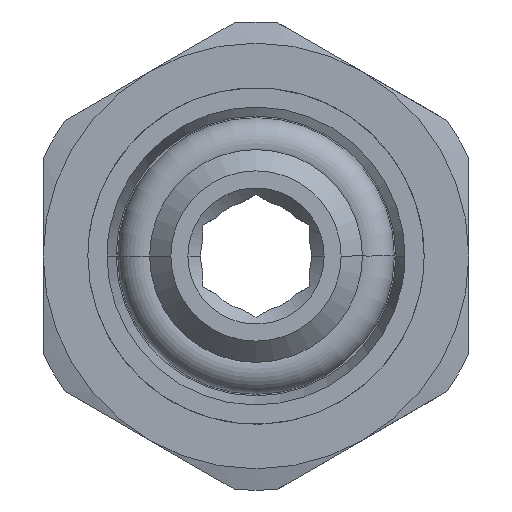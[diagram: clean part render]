
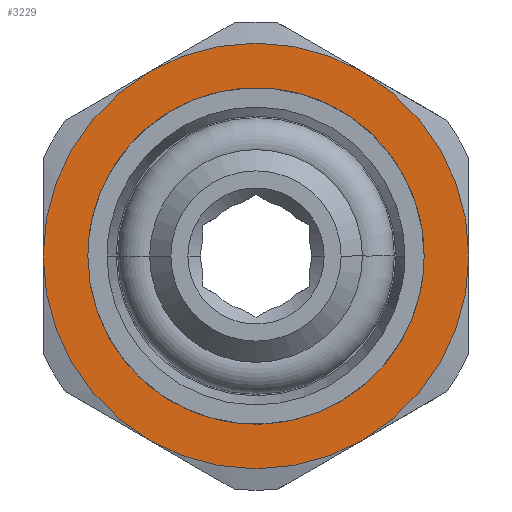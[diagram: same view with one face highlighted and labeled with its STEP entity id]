
A CAD part, front view. The second image highlights one B-rep face of the part: STEP entity #3229.
In plain terms, the highlighted planar face has unit normal (0, -1, 0).
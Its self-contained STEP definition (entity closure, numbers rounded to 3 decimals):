
#195=CARTESIAN_POINT('Vertex',(2.5,4.3,4.33)) ;
#916=CARTESIAN_POINT('Axis2P3D Location',(0.,4.3,0.)) ;
#920=CARTESIAN_POINT('Vertex',(-5.,4.3,0.)) ;
#922=CARTESIAN_POINT('Vertex',(-2.5,4.3,-4.33)) ;
#960=CARTESIAN_POINT('Axis2P3D Location',(0.,4.3,0.)) ;
#964=CARTESIAN_POINT('Vertex',(-2.5,4.3,4.33)) ;
#1002=CARTESIAN_POINT('Axis2P3D Location',(0.,4.3,0.)) ;
#1040=CARTESIAN_POINT('Axis2P3D Location',(0.,4.3,0.)) ;
#1044=CARTESIAN_POINT('Vertex',(5.,4.3,0.)) ;
#1066=CARTESIAN_POINT('Axis2P3D Location',(0.,4.3,0.)) ;
#1070=CARTESIAN_POINT('Vertex',(2.5,4.3,-4.33)) ;
#1108=CARTESIAN_POINT('Axis2P3D Location',(0.,4.3,0.)) ;
#3177=CARTESIAN_POINT('Axis2P3D Location',(0.,4.3,0.)) ;
#3191=CARTESIAN_POINT('Control Point',(-3.95,4.3,0.)) ;
#3192=CARTESIAN_POINT('Control Point',(-3.95,4.3,0.389)) ;
#3193=CARTESIAN_POINT('Control Point',(-3.902,4.3,0.779)) ;
#3194=CARTESIAN_POINT('Control Point',(-3.806,4.3,1.161)) ;
#3195=CARTESIAN_POINT('Control Point',(-3.522,4.3,1.892)) ;
#3196=CARTESIAN_POINT('Control Point',(-3.069,4.3,2.533)) ;
#3197=CARTESIAN_POINT('Control Point',(-2.804,4.3,2.824)) ;
#3198=CARTESIAN_POINT('Control Point',(-2.207,4.3,3.334)) ;
#3199=CARTESIAN_POINT('Control Point',(-1.505,4.3,3.684)) ;
#3200=CARTESIAN_POINT('Control Point',(-1.133,4.3,3.814)) ;
#3201=CARTESIAN_POINT('Control Point',(-0.367,4.3,3.981)) ;
#3202=CARTESIAN_POINT('Control Point',(0.418,4.3,3.957)) ;
#3203=CARTESIAN_POINT('Control Point',(0.807,4.3,3.896)) ;
#3204=CARTESIAN_POINT('Control Point',(1.561,4.3,3.681)) ;
#3205=CARTESIAN_POINT('Control Point',(2.241,4.3,3.288)) ;
#3206=CARTESIAN_POINT('Control Point',(2.555,4.3,3.051)) ;
#3207=CARTESIAN_POINT('Control Point',(3.117,4.3,2.503)) ;
#3208=CARTESIAN_POINT('Control Point',(3.53,4.3,1.836)) ;
#3209=CARTESIAN_POINT('Control Point',(3.694,4.3,1.478)) ;
#3210=CARTESIAN_POINT('Control Point',(3.856,4.3,0.965)) ;
#3211=CARTESIAN_POINT('Control Point',(3.93,4.3,0.435)) ;
#3212=CARTESIAN_POINT('Control Point',(3.943,4.3,0.29)) ;
#3213=CARTESIAN_POINT('Control Point',(3.95,4.3,0.145)) ;
#3214=CARTESIAN_POINT('Control Point',(3.95,4.3,0.)) ;
#3215=CARTESIAN_POINT('Vertex',(-3.95,4.3,0.)) ;
#3217=CARTESIAN_POINT('Vertex',(3.95,4.3,0.)) ;
#3220=CARTESIAN_POINT('Axis2P3D Location',(0.,4.3,0.)) ;
#917=DIRECTION('Axis2P3D Direction',(-0.,1.,0.)) ;
#961=DIRECTION('Axis2P3D Direction',(-0.,1.,0.)) ;
#1003=DIRECTION('Axis2P3D Direction',(-0.,1.,0.)) ;
#1041=DIRECTION('Axis2P3D Direction',(-0.,1.,0.)) ;
#1067=DIRECTION('Axis2P3D Direction',(-0.,1.,0.)) ;
#1109=DIRECTION('Axis2P3D Direction',(-0.,1.,0.)) ;
#3178=DIRECTION('Axis2P3D Direction',(0.,-1.,0.)) ;
#3179=DIRECTION('Axis2P3D XDirection',(-1.,0.,0.)) ;
#3221=DIRECTION('Axis2P3D Direction',(0.,-1.,0.)) ;
#918=AXIS2_PLACEMENT_3D('Circle Axis2P3D',#916,#917,$) ;
#962=AXIS2_PLACEMENT_3D('Circle Axis2P3D',#960,#961,$) ;
#1004=AXIS2_PLACEMENT_3D('Circle Axis2P3D',#1002,#1003,$) ;
#1042=AXIS2_PLACEMENT_3D('Circle Axis2P3D',#1040,#1041,$) ;
#1068=AXIS2_PLACEMENT_3D('Circle Axis2P3D',#1066,#1067,$) ;
#1110=AXIS2_PLACEMENT_3D('Circle Axis2P3D',#1108,#1109,$) ;
#3180=AXIS2_PLACEMENT_3D('Plane Axis2P3D',#3177,#3178,#3179) ;
#3222=AXIS2_PLACEMENT_3D('Circle Axis2P3D',#3220,#3221,$) ;
#3183=ORIENTED_EDGE('',*,*,#1112,.T.) ;
#3184=ORIENTED_EDGE('',*,*,#1072,.T.) ;
#3185=ORIENTED_EDGE('',*,*,#1046,.F.) ;
#3186=ORIENTED_EDGE('',*,*,#1006,.F.) ;
#3187=ORIENTED_EDGE('',*,*,#966,.F.) ;
#3188=ORIENTED_EDGE('',*,*,#924,.T.) ;
#3226=ORIENTED_EDGE('',*,*,#3219,.T.) ;
#3227=ORIENTED_EDGE('',*,*,#3224,.F.) ;
#3228=FACE_BOUND('',#3225,.T.) ;
#3229=ADVANCED_FACE('PN511B-06M5H',(#3189,#3228),#3181,.T.) ;
#3190=B_SPLINE_CURVE_WITH_KNOTS('',5,(#3191,#3192,#3193,#3194,#3195,#3196,#3197,#3198,#3199,#3200,#3201,#3202,#3203,#3204,#3205,#3206,#3207,#3208,#3209,#3210,#3211,#3212,#3213,#3214),.UNSPECIFIED.,.F.,.U.,(6,3,3,3,3,3,3,6),(0.,2.754,5.508,8.262,11.016,13.769,16.523,17.548),.UNSPECIFIED.) ;
#919=CIRCLE('generated circle',#918,5.) ;
#963=CIRCLE('generated circle',#962,5.) ;
#1005=CIRCLE('generated circle',#1004,5.) ;
#1043=CIRCLE('generated circle',#1042,5.) ;
#1069=CIRCLE('generated circle',#1068,5.) ;
#1111=CIRCLE('generated circle',#1110,5.) ;
#3223=CIRCLE('generated circle',#3222,3.95) ;
#924=EDGE_CURVE('',#921,#923,#919,.F.) ;
#966=EDGE_CURVE('',#921,#965,#963,.T.) ;
#1006=EDGE_CURVE('',#965,#196,#1005,.T.) ;
#1046=EDGE_CURVE('',#196,#1045,#1043,.T.) ;
#1072=EDGE_CURVE('',#1071,#1045,#1069,.F.) ;
#1112=EDGE_CURVE('',#923,#1071,#1111,.F.) ;
#3219=EDGE_CURVE('',#3216,#3218,#3190,.T.) ;
#3224=EDGE_CURVE('',#3216,#3218,#3223,.T.) ;
#3182=EDGE_LOOP('',(#3183,#3184,#3185,#3186,#3187,#3188)) ;
#3225=EDGE_LOOP('',(#3226,#3227)) ;
#3189=FACE_OUTER_BOUND('',#3182,.T.) ;
#3181=PLANE('',#3180) ;
#196=VERTEX_POINT('',#195) ;
#921=VERTEX_POINT('',#920) ;
#923=VERTEX_POINT('',#922) ;
#965=VERTEX_POINT('',#964) ;
#1045=VERTEX_POINT('',#1044) ;
#1071=VERTEX_POINT('',#1070) ;
#3216=VERTEX_POINT('',#3215) ;
#3218=VERTEX_POINT('',#3217) ;
